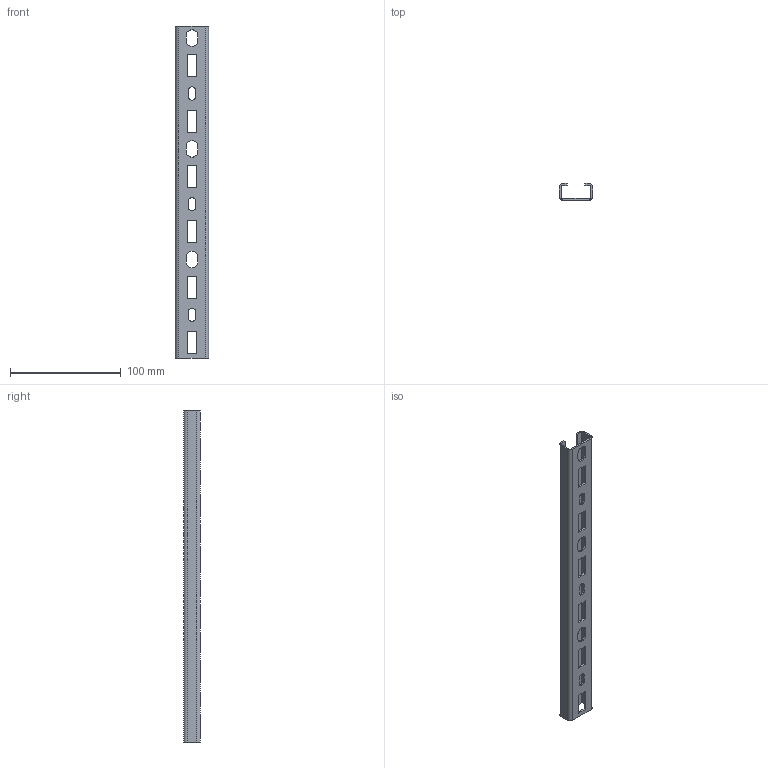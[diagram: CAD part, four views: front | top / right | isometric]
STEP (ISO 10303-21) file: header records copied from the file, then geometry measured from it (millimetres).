
FILE_DESCRIPTION (( 'STEP AP214' ), '1' );
FILE_NAME ('1109790.STEP', '2026-01-30T10:47:04', ( '' ), ( '' ), 'SwSTEP 2.0', 'SolidWorks 2024', '' );
FILE_SCHEMA (( 'AUTOMOTIVE_DESIGN' ));
Length unit declared in the file: millimetre
Products named in the file (1): 1109790
Bounding box: 30 x 15 x 300 mm (x, y, z)
Volume: 25803.8 mm3; surface area: 37885.7 mm2
Topology: 1 solids, 1 shells, 88 faces, 242 edges, 156 vertices
Faces by surface type: plane 66, cylinder 22
Entity records: 2833 total; most frequent: CARTESIAN_POINT 487, ORIENTED_EDGE 484, DIRECTION 464, EDGE_CURVE 242, LINE 198, VECTOR 198, VERTEX_POINT 156, AXIS2_PLACEMENT_3D 133
